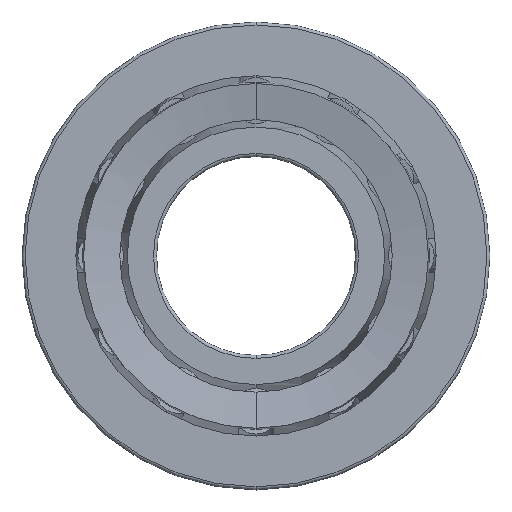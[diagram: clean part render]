
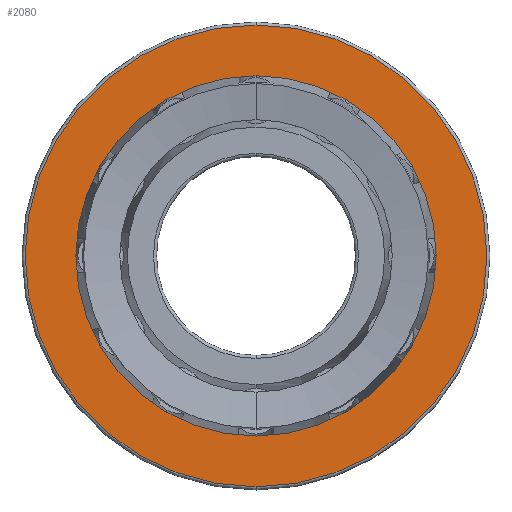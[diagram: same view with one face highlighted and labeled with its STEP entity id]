
A CAD part, top view. The second image highlights one B-rep face of the part: STEP entity #2080.
In plain terms, the highlighted planar face has unit normal (0, 0, 1).
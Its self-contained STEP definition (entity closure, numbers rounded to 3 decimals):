
#9 = ORIENTED_EDGE ( 'NONE', *, *, #1735, .F. ) ;
#80 = CIRCLE ( 'NONE', #3675, 18.1 ) ;
#85 = CIRCLE ( 'NONE', #3375, 18.1 ) ;
#92 = EDGE_LOOP ( 'NONE', ( #444, #1390 ) ) ;
#264 = ORIENTED_EDGE ( 'NONE', *, *, #310, .F. ) ;
#285 = CARTESIAN_POINT ( 'NONE',  ( 0., 0., 6. ) ) ;
#301 = VERTEX_POINT ( 'NONE', #2068 ) ;
#310 = EDGE_CURVE ( 'NONE', #451, #301, #80, .T. ) ;
#328 = EDGE_LOOP ( 'NONE', ( #264, #9 ) ) ;
#444 = ORIENTED_EDGE ( 'NONE', *, *, #2917, .T. ) ;
#451 = VERTEX_POINT ( 'NONE', #879 ) ;
#835 = DIRECTION ( 'NONE',  ( 0., 1., 0. ) ) ;
#848 = AXIS2_PLACEMENT_3D ( 'NONE', #2411, #3540, #835 ) ;
#879 = CARTESIAN_POINT ( 'NONE',  ( 0., 18.1, 6. ) ) ;
#1045 = DIRECTION ( 'NONE',  ( 0., 1., 0. ) ) ;
#1070 = VERTEX_POINT ( 'NONE', #3182 ) ;
#1200 = FACE_BOUND ( 'NONE', #328, .T. ) ;
#1390 = ORIENTED_EDGE ( 'NONE', *, *, #2002, .T. ) ;
#1459 = CARTESIAN_POINT ( 'NONE',  ( 0., 0., 6. ) ) ;
#1471 = DIRECTION ( 'NONE',  ( 0., 1., 0. ) ) ;
#1675 = AXIS2_PLACEMENT_3D ( 'NONE', #3312, #2349, #1471 ) ;
#1680 = CIRCLE ( 'NONE', #1675, 23.2 ) ;
#1735 = EDGE_CURVE ( 'NONE', #301, #451, #85, .T. ) ;
#1746 = DIRECTION ( 'NONE',  ( 0., 0., 1. ) ) ;
#1844 = PLANE ( 'NONE',  #848 ) ;
#1885 = DIRECTION ( 'NONE',  ( 0., -1., 0. ) ) ;
#1915 = DIRECTION ( 'NONE',  ( 0., 0., 1. ) ) ;
#2002 = EDGE_CURVE ( 'NONE', #1070, #2742, #1680, .T. ) ;
#2068 = CARTESIAN_POINT ( 'NONE',  ( 0., -18.1, 6. ) ) ;
#2080 = ADVANCED_FACE ( 'NONE', ( #3889, #1200 ), #1844, .F. ) ;
#2199 = AXIS2_PLACEMENT_3D ( 'NONE', #3458, #2557, #1045 ) ;
#2349 = DIRECTION ( 'NONE',  ( 0., 0., 1. ) ) ;
#2411 = CARTESIAN_POINT ( 'NONE',  ( 0., 18.1, 6. ) ) ;
#2557 = DIRECTION ( 'NONE',  ( 0., 0., 1. ) ) ;
#2720 = DIRECTION ( 'NONE',  ( 0., -1., 0. ) ) ;
#2742 = VERTEX_POINT ( 'NONE', #2768 ) ;
#2768 = CARTESIAN_POINT ( 'NONE',  ( 0., 23.2, 6. ) ) ;
#2917 = EDGE_CURVE ( 'NONE', #2742, #1070, #3642, .T. ) ;
#3182 = CARTESIAN_POINT ( 'NONE',  ( 0., -23.2, 6. ) ) ;
#3312 = CARTESIAN_POINT ( 'NONE',  ( 0., 0., 6. ) ) ;
#3375 = AXIS2_PLACEMENT_3D ( 'NONE', #285, #1915, #1885 ) ;
#3458 = CARTESIAN_POINT ( 'NONE',  ( 0., 0., 6. ) ) ;
#3540 = DIRECTION ( 'NONE',  ( 0., 0., -1. ) ) ;
#3642 = CIRCLE ( 'NONE', #2199, 23.2 ) ;
#3675 = AXIS2_PLACEMENT_3D ( 'NONE', #1459, #1746, #2720 ) ;
#3889 = FACE_OUTER_BOUND ( 'NONE', #92, .T. ) ;
